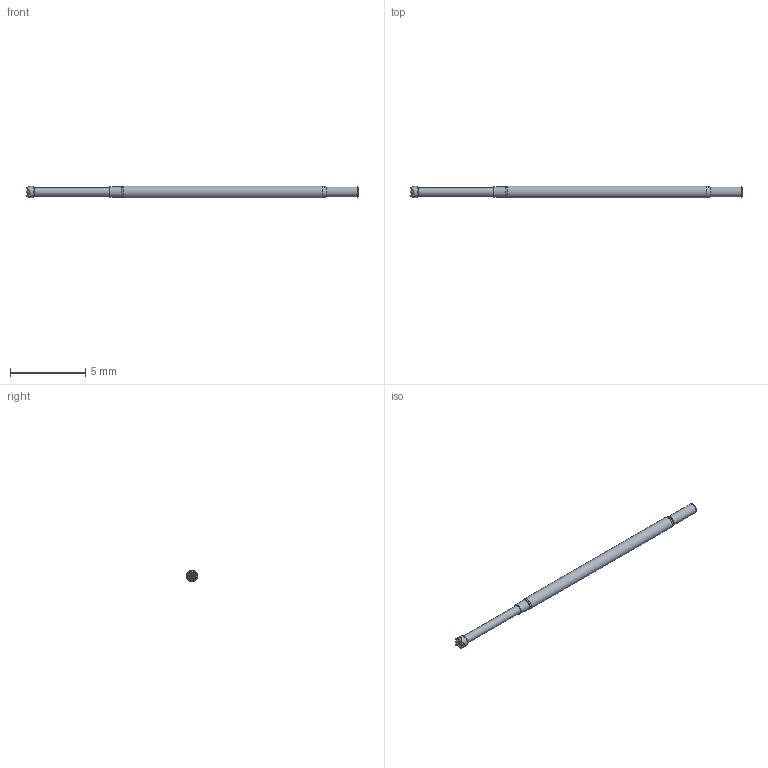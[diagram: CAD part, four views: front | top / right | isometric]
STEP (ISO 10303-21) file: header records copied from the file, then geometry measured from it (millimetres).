
FILE_DESCRIPTION (( 'STEP AP214' ), '1' );
FILE_NAME ('X39-PR16B39H.STEP', '2017-06-07T19:55:28', ( '' ), ( '' ), 'SwSTEP 2.0', 'SolidWorks 2016', '' );
FILE_SCHEMA (( 'AUTOMOTIVE_DESIGN' ));
Length unit declared in the file: inch
Products named in the file (1): X39-PR16B39H
Bounding box: 22.1 x 0.78 x 0.78 mm (x, y, z)
Volume: 8.8 mm3; surface area: 50.3 mm2
Topology: 1 solids, 1 shells, 125 faces, 313 edges, 191 vertices
Faces by surface type: bspline 60, cone 52, cylinder 5, torus 5, plane 3
Full cylindrical faces by diameter (mm): 0.533 x1, 0.665 x1, 0.686 x1, 0.737 x1, 0.782 x1
Entity records: 6889 total; most frequent: CARTESIAN_POINT 2900, ORIENTED_EDGE 590, DIRECTION 322, EDGE_CURVE 295, B_SPLINE_CURVE_WITH_KNOTS 200, VERTEX_POINT 187, AXIS2_PLACEMENT_3D 161, EDGE_LOOP 140
